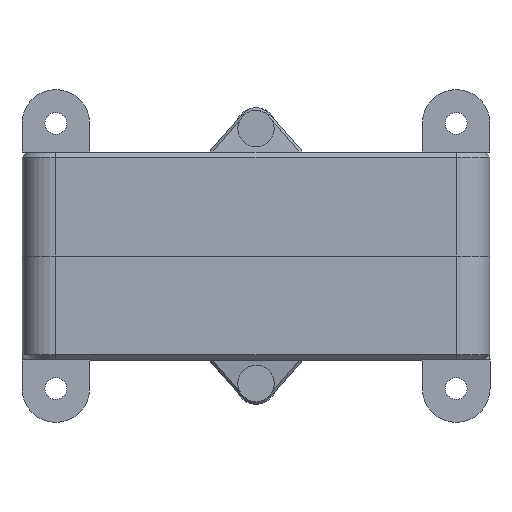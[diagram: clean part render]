
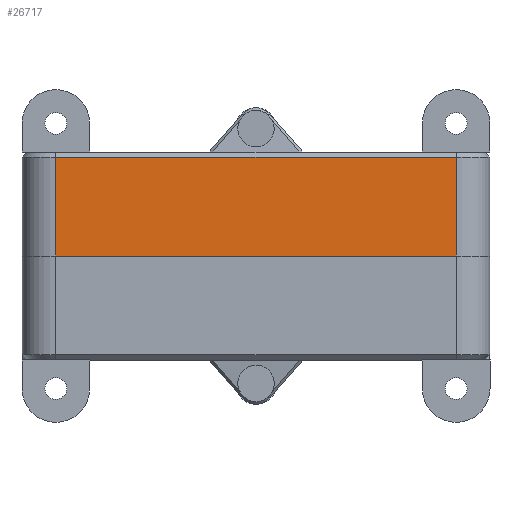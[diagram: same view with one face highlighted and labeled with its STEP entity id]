
A CAD part, front view. The second image highlights one B-rep face of the part: STEP entity #26717.
In plain terms, the highlighted planar face has unit normal (0, -1, 0).
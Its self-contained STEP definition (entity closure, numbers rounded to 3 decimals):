
#475=PLANE('',#28560);
#2177=LINE('',#36275,#5041);
#2299=LINE('',#36578,#5163);
#2352=LINE('',#36896,#5216);
#2353=LINE('',#36898,#5217);
#5041=VECTOR('',#30162,10.);
#5163=VECTOR('',#30370,10.);
#5216=VECTOR('',#30473,10.);
#5217=VECTOR('',#30476,10.);
#8091=FACE_OUTER_BOUND('',#9597,.T.);
#9597=EDGE_LOOP('',(#18710,#18711,#18712,#18713));
#11602=VERTEX_POINT('',#36272);
#11603=VERTEX_POINT('',#36274);
#11740=VERTEX_POINT('',#36572);
#11741=VERTEX_POINT('',#36576);
#14285=EDGE_CURVE('',#11602,#11603,#2177,.T.);
#14439=EDGE_CURVE('',#11741,#11740,#2299,.T.);
#14514=EDGE_CURVE('',#11603,#11741,#2352,.T.);
#14515=EDGE_CURVE('',#11740,#11602,#2353,.T.);
#18710=ORIENTED_EDGE('',*,*,#14439,.F.);
#18711=ORIENTED_EDGE('',*,*,#14514,.F.);
#18712=ORIENTED_EDGE('',*,*,#14285,.F.);
#18713=ORIENTED_EDGE('',*,*,#14515,.F.);
#26717=ADVANCED_FACE('',(#8091),#475,.T.);
#28560=AXIS2_PLACEMENT_3D('',#36897,#30474,#30475);
#30162=DIRECTION('',(1.,0.,0.));
#30370=DIRECTION('',(-1.,0.,0.));
#30473=DIRECTION('',(0.,0.,-1.));
#30474=DIRECTION('center_axis',(0.,-1.,0.));
#30475=DIRECTION('ref_axis',(1.,0.,0.));
#30476=DIRECTION('',(0.,0.,1.));
#36272=CARTESIAN_POINT('',(-38.5,0.,20.));
#36274=CARTESIAN_POINT('',(38.5,0.,20.));
#36275=CARTESIAN_POINT('',(-45.,0.,20.));
#36572=CARTESIAN_POINT('',(-38.5,0.,1.));
#36576=CARTESIAN_POINT('',(38.5,0.,1.));
#36578=CARTESIAN_POINT('',(-22.5,0.,1.));
#36896=CARTESIAN_POINT('',(38.5,0.,0.));
#36897=CARTESIAN_POINT('Origin',(-45.,0.,
0.));
#36898=CARTESIAN_POINT('',(-38.5,0.,0.));
